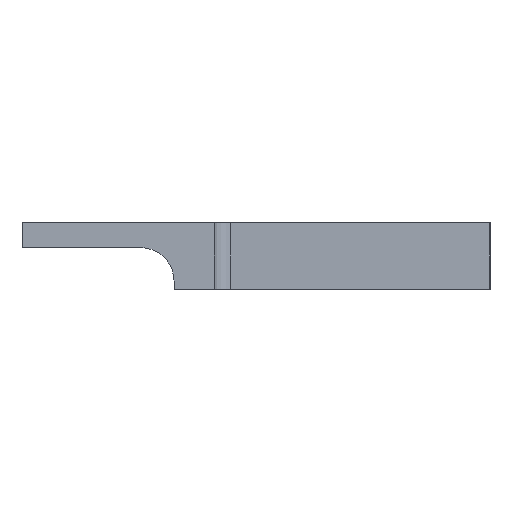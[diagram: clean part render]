
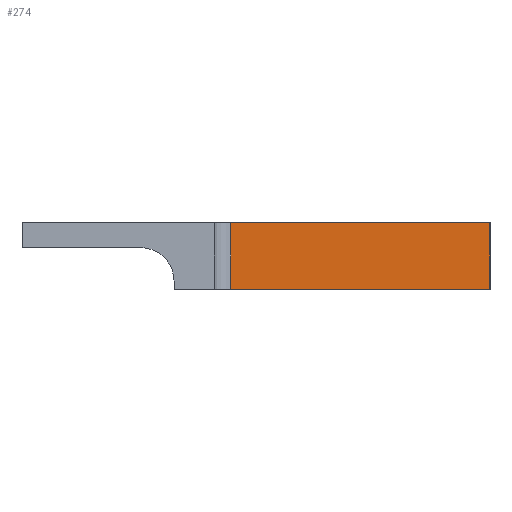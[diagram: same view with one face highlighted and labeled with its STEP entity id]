
A CAD part, front view. The second image highlights one B-rep face of the part: STEP entity #274.
In plain terms, the highlighted planar face has unit normal (0, -1, 0).
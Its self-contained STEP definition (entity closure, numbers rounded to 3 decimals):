
#274=ADVANCED_FACE('',(#370),#334,.F.);
#334=PLANE('',#1555);
#370=FACE_OUTER_BOUND('',#450,.T.);
#450=EDGE_LOOP('',(#631,#632,#633,#634));
#631=ORIENTED_EDGE('',*,*,#1080,.T.);
#632=ORIENTED_EDGE('',*,*,#1143,.T.);
#633=ORIENTED_EDGE('',*,*,#1108,.F.);
#634=ORIENTED_EDGE('',*,*,#1142,.F.);
#938=VERTEX_POINT('',#2111);
#939=VERTEX_POINT('',#2113);
#963=VERTEX_POINT('',#2165);
#964=VERTEX_POINT('',#2167);
#1080=EDGE_CURVE('',#939,#938,#1279,.T.);
#1108=EDGE_CURVE('',#963,#964,#1293,.T.);
#1142=EDGE_CURVE('',#939,#963,#1304,.T.);
#1143=EDGE_CURVE('',#938,#964,#1305,.T.);
#1279=LINE('',#2112,#1397);
#1293=LINE('',#2166,#1411);
#1304=LINE('',#2234,#1422);
#1305=LINE('',#2236,#1423);
#1397=VECTOR('',#1682,1.);
#1411=VECTOR('',#1726,1.);
#1422=VECTOR('',#1801,1.);
#1423=VECTOR('',#1804,1.);
#1555=AXIS2_PLACEMENT_3D('',#2237,#1805,#1806);
#1682=DIRECTION('',(-1.,0.,0.));
#1726=DIRECTION('',(-1.,0.,0.));
#1801=DIRECTION('',(0.,0.,-1.));
#1804=DIRECTION('',(0.,0.,-1.));
#1805=DIRECTION('',(0.,1.,0.));
#1806=DIRECTION('',(0.,0.,1.));
#2111=CARTESIAN_POINT('',(-85.,-158.4,-17.85));
#2112=CARTESIAN_POINT('',(-76.5,-158.4,-17.85));
#2113=CARTESIAN_POINT('',(-77.25,-158.4,-17.85));
#2165=CARTESIAN_POINT('',(-77.25,-158.4,-19.85));
#2166=CARTESIAN_POINT('',(-76.5,-158.4,-19.85));
#2167=CARTESIAN_POINT('',(-85.,-158.4,-19.85));
#2234=CARTESIAN_POINT('',(-77.25,-158.4,-20.053));
#2236=CARTESIAN_POINT('',(-85.,-158.4,-20.053));
#2237=CARTESIAN_POINT('',(-76.5,-158.4,-20.053));
